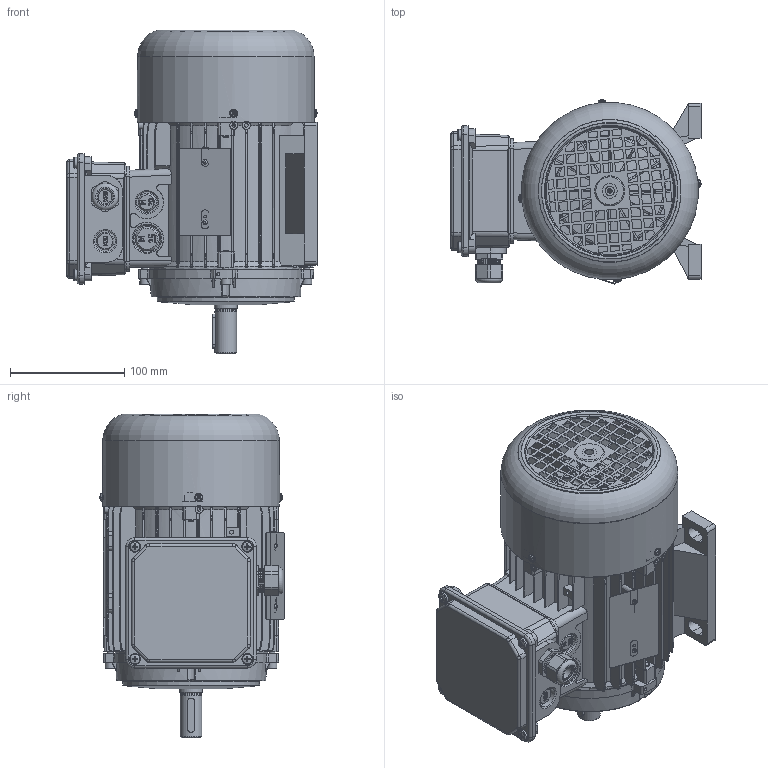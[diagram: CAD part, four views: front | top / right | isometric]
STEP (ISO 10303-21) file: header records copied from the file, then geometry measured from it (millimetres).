
FILE_DESCRIPTION((''),'2;1');
FILE_NAME('JS080-B3.stp','2014-09-18T10:00:12',('WRKS_ELPROM'),(''),'Autodesk Inventor 2011','Autodesk Inventor 2011','');
FILE_SCHEMA(('AUTOMOTIVE_DESIGN { 1 0 10303 214 1 1 1 1 }'));
Length unit declared in the file: millimetre
Products named in the file (27): JS080-B3; JS080-B3_BASE; M80-B3BS_LAVORATA; PNQ080NSASTLF; PNY080GNA0000; Albero; Albero_1; 1019960; CVM80_STD; 1009270+ANELLO; 1009270; ANELLO DI FISSAGGIO; PNTARGAGEM; Assieme_M80-112OE_1M20; 1010130; 1014450; BASE_1014450; COPERCHIO_1014450; 1032490; BASE_1032490; GHIERA_1032490; GOMMINO_1032490; 1023260; 1007590; 1045800; ISO 7045 Z M3,5 x 6 - 4.8 - Z; DIN EN ISO 4762 M5 x 25
Assembly tree (42 placements, depth 5):
  JS080-B3
    JS080-B3_BASE
      M80-B3BS_LAVORATA
      PNQ080NSASTLF
      PNY080GNA0000
        Albero
          Albero_1
      1019960  x2
      CVM80_STD
      1009270+ANELLO
        1009270
        ANELLO DI FISSAGGIO
      PNTARGAGEM
      Assieme_M80-112OE_1M20
        1010130
        1014450
          BASE_1014450
          COPERCHIO_1014450
        1032490
          BASE_1032490
          GHIERA_1032490
          GOMMINO_1032490
        1023260  x4
      1007590
      1045800  x2
      ISO 7045 Z M3,5 x 6 - 4.8 - Z  x4
      DIN EN ISO 4762 M5 x 25  x4
    PNQ080NSASTLF
    DIN EN ISO 4762 M5 x 25  x4
Bounding box: 219.31 x 161.55 x 284.1 mm (x, y, z)
Volume: 846286.2 mm3; surface area: 671939.5 mm2
Topology: 35 solids, 51 shells, 3749 faces, 9995 edges, 6431 vertices
Faces by surface type: plane 1685, cylinder 735, cone 645, bspline 390, torus 261, sphere 33
Full cylindrical faces by diameter (mm): 2 x1, 2.1 x2, 2.4 x2, 2.5 x6, 3 x10, 3.175 x4, 3.2 x6, 3.3 x1, 3.5 x4, 4 x4, 4.1 x4, 4.237 x2, 4.25 x4, 4.8 x10, 4.917 x1, 5 x12, 5.5 x4, 6.5 x4, 7 x6, 8 x1, 8.5 x8, 9.7 x4, 12 x1, 12.3 x1, 12.5 x1, 14 x1, 15.5 x2, 18.2 x2, 18.4 x1, 18.5 x5
Entity records: 107482 total; most frequent: CARTESIAN_POINT 33228, ORIENTED_EDGE 15346, DIRECTION 14006, EDGE_CURVE 7673, VERTEX_POINT 5144, AXIS2_PLACEMENT_3D 5040, VECTOR 3926, LINE 3926
